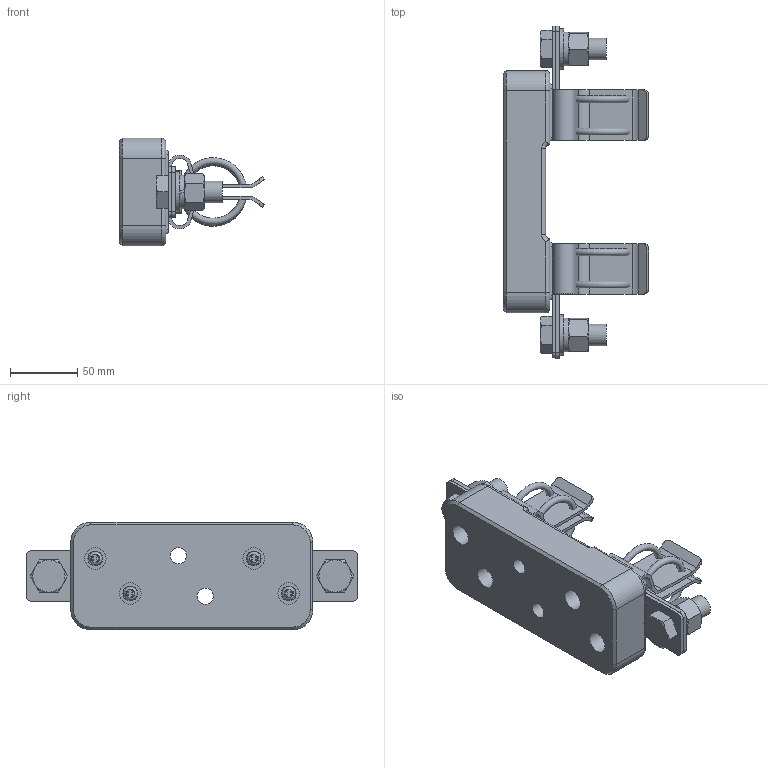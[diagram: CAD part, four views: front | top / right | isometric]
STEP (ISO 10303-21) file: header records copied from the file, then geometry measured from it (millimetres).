
FILE_DESCRIPTION(/* description */ (''),/* implementation_level */ '2;1');
FILE_NAME(/* name */ 'RT0-600Z.prt.stp',/* time_stamp */ '2025-03-15T13:45:29+08:00',/* author */ (''),/* organization */ (''),/* preprocessor_version */ 'ST-DEVELOPER v16',/* originating_system */ 'SIEMENS PLM Software NX 10.0',/* authorisation */ '');
FILE_SCHEMA (('CONFIG_CONTROL_DESIGN'));
Length unit declared in the file: millimetre
Products named in the file (1): RT0-600Z
Bounding box: 108 x 246.71 x 80 mm (x, y, z)
Volume: 572207.6 mm3; surface area: 138065.3 mm2
Topology: 29 solids, 29 shells, 446 faces, 1046 edges, 674 vertices
Faces by surface type: plane 248, cylinder 120, cone 52, torus 18, bspline 8
Full cylindrical faces by diameter (mm): 5 x2, 5.5 x4, 6 x4, 7 x16, 10 x4, 11 x4, 12 x2, 14.376 x2, 16 x6, 16.5 x4, 17 x2, 22 x2, 30 x2
Entity records: 20340 total; most frequent: CARTESIAN_POINT 10355, DIRECTION 2018, ORIENTED_EDGE 1924, EDGE_CURVE 962, AXIS2_PLACEMENT_3D 773, VERTEX_POINT 658, EDGE_LOOP 590, LINE 472
